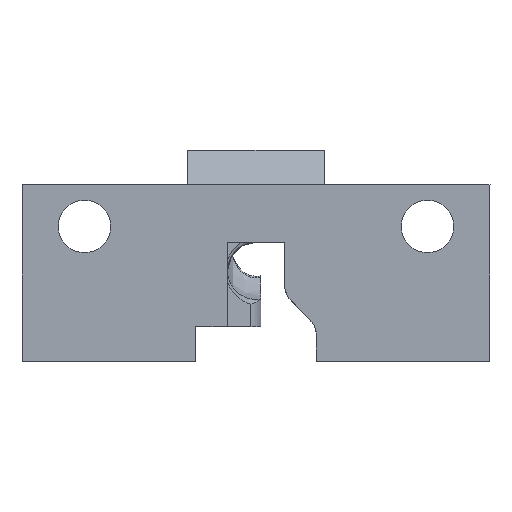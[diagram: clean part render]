
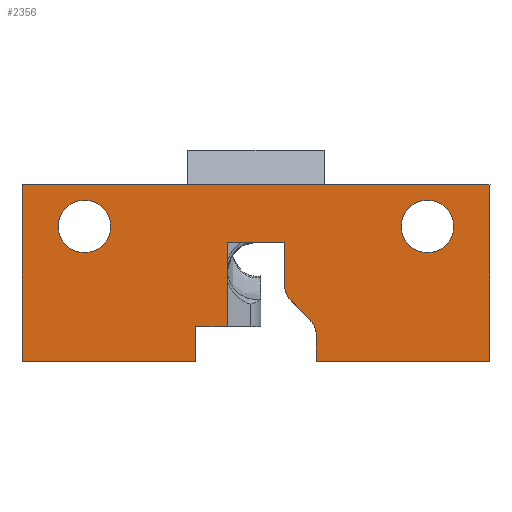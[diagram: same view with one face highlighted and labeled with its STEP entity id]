
A CAD part, top view. The second image highlights one B-rep face of the part: STEP entity #2356.
In plain terms, the highlighted planar face has unit normal (0, 0, 1).
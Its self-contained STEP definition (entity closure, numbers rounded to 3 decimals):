
#26=FACE_BOUND('',#412,.T.);
#27=FACE_BOUND('',#413,.T.);
#158=PLANE('',#2584);
#275=FACE_OUTER_BOUND('',#411,.T.);
#411=EDGE_LOOP('',(#2036,#2037,#2038,#2039,#2040,#2041,#2042,#2043,#2044,
#2045,#2046,#2047,#2048,#2049,#2050));
#412=EDGE_LOOP('',(#2051));
#413=EDGE_LOOP('',(#2052));
#564=LINE('',#4492,#773);
#569=LINE('',#4501,#778);
#573=LINE('',#4510,#782);
#576=LINE('',#4518,#785);
#577=LINE('',#4521,#786);
#585=LINE('',#4547,#794);
#608=LINE('',#4601,#817);
#609=LINE('',#4604,#818);
#610=LINE('',#4606,#819);
#611=LINE('',#4608,#820);
#612=LINE('',#4610,#821);
#613=LINE('',#4612,#822);
#614=LINE('',#4613,#823);
#773=VECTOR('',#3060,10.);
#778=VECTOR('',#3067,10.);
#782=VECTOR('',#3077,10.);
#785=VECTOR('',#3086,10.);
#786=VECTOR('',#3089,10.);
#794=VECTOR('',#3115,10.);
#817=VECTOR('',#3164,10.);
#818=VECTOR('',#3167,10.);
#819=VECTOR('',#3168,10.);
#820=VECTOR('',#3169,10.);
#821=VECTOR('',#3170,10.);
#822=VECTOR('',#3171,10.);
#823=VECTOR('',#3172,10.);
#917=CIRCLE('',#2552,2.3);
#918=CIRCLE('',#2556,2.);
#919=CIRCLE('',#2559,2.);
#926=CIRCLE('',#2585,2.3);
#1086=VERTEX_POINT('',#4484);
#1088=VERTEX_POINT('',#4489);
#1089=VERTEX_POINT('',#4491);
#1092=VERTEX_POINT('',#4500);
#1093=VERTEX_POINT('',#4504);
#1094=VERTEX_POINT('',#4508);
#1095=VERTEX_POINT('',#4512);
#1096=VERTEX_POINT('',#4516);
#1097=VERTEX_POINT('',#4520);
#1106=VERTEX_POINT('',#4545);
#1124=VERTEX_POINT('',#4599);
#1125=VERTEX_POINT('',#4603);
#1126=VERTEX_POINT('',#4605);
#1127=VERTEX_POINT('',#4607);
#1128=VERTEX_POINT('',#4609);
#1129=VERTEX_POINT('',#4611);
#1130=VERTEX_POINT('',#4614);
#1386=EDGE_CURVE('',#1086,#1086,#917,.T.);
#1388=EDGE_CURVE('',#1088,#1089,#564,.T.);
#1393=EDGE_CURVE('',#1089,#1092,#569,.T.);
#1396=EDGE_CURVE('',#1092,#1093,#918,.T.);
#1398=EDGE_CURVE('',#1093,#1094,#573,.T.);
#1400=EDGE_CURVE('',#1094,#1095,#919,.T.);
#1402=EDGE_CURVE('',#1095,#1096,#576,.T.);
#1403=EDGE_CURVE('',#1096,#1097,#577,.T.);
#1416=EDGE_CURVE('',#1106,#1097,#585,.T.);
#1443=EDGE_CURVE('',#1088,#1124,#608,.T.);
#1444=EDGE_CURVE('',#1125,#1124,#609,.T.);
#1445=EDGE_CURVE('',#1125,#1126,#610,.T.);
#1446=EDGE_CURVE('',#1127,#1126,#611,.T.);
#1447=EDGE_CURVE('',#1128,#1127,#612,.T.);
#1448=EDGE_CURVE('',#1128,#1129,#613,.T.);
#1449=EDGE_CURVE('',#1106,#1129,#614,.T.);
#1450=EDGE_CURVE('',#1130,#1130,#926,.T.);
#2036=ORIENTED_EDGE('',*,*,#1443,.T.);
#2037=ORIENTED_EDGE('',*,*,#1444,.F.);
#2038=ORIENTED_EDGE('',*,*,#1445,.T.);
#2039=ORIENTED_EDGE('',*,*,#1446,.F.);
#2040=ORIENTED_EDGE('',*,*,#1447,.F.);
#2041=ORIENTED_EDGE('',*,*,#1448,.T.);
#2042=ORIENTED_EDGE('',*,*,#1449,.F.);
#2043=ORIENTED_EDGE('',*,*,#1416,.T.);
#2044=ORIENTED_EDGE('',*,*,#1403,.F.);
#2045=ORIENTED_EDGE('',*,*,#1402,.F.);
#2046=ORIENTED_EDGE('',*,*,#1400,.F.);
#2047=ORIENTED_EDGE('',*,*,#1398,.F.);
#2048=ORIENTED_EDGE('',*,*,#1396,.F.);
#2049=ORIENTED_EDGE('',*,*,#1393,.F.);
#2050=ORIENTED_EDGE('',*,*,#1388,.F.);
#2051=ORIENTED_EDGE('',*,*,#1450,.F.);
#2052=ORIENTED_EDGE('',*,*,#1386,.F.);
#2356=ADVANCED_FACE('',(#275,#26,#27),#158,.F.);
#2552=AXIS2_PLACEMENT_3D('',#4486,#3055,#3056);
#2556=AXIS2_PLACEMENT_3D('',#4506,#3072,#3073);
#2559=AXIS2_PLACEMENT_3D('',#4514,#3081,#3082);
#2584=AXIS2_PLACEMENT_3D('',#4602,#3165,#3166);
#2585=AXIS2_PLACEMENT_3D('',#4615,#3173,#3174);
#3055=DIRECTION('center_axis',(0.,0.,
1.));
#3056=DIRECTION('ref_axis',(1.,0.,0.));
#3060=DIRECTION('',(-1.,0.,0.));
#3067=DIRECTION('',(0.,1.,0.));
#3072=DIRECTION('center_axis',(0.,0.,
1.));
#3073=DIRECTION('ref_axis',(0.924,0.383,0.));
#3077=DIRECTION('',(-0.707,0.707,0.));
#3081=DIRECTION('center_axis',(0.,0.,
-1.));
#3082=DIRECTION('ref_axis',(-0.924,-0.383,0.));
#3086=DIRECTION('',(0.,1.,0.));
#3089=DIRECTION('',(-1.,0.,0.));
#3115=DIRECTION('',(0.,1.,0.));
#3164=DIRECTION('',(0.,1.,0.));
#3165=DIRECTION('center_axis',(0.,0.,
-1.));
#3166=DIRECTION('ref_axis',(1.,0.,0.));
#3167=DIRECTION('',(1.,0.,0.));
#3168=DIRECTION('',(0.,-1.,0.));
#3169=DIRECTION('',(-1.,0.,0.));
#3170=DIRECTION('',(-1.,0.,0.));
#3171=DIRECTION('',(0.,1.,0.));
#3172=DIRECTION('',(-1.,0.,0.));
#3173=DIRECTION('center_axis',(0.,0.,
1.));
#3174=DIRECTION('ref_axis',(1.,0.,0.));
#4484=CARTESIAN_POINT('',(13.048,-0.217,-4.155));
#4486=CARTESIAN_POINT('Origin',(15.348,-0.217,-4.155));
#4489=CARTESIAN_POINT('',(20.823,-12.047,-4.155));
#4491=CARTESIAN_POINT('',(5.623,-12.047,-4.155));
#4492=CARTESIAN_POINT('',(22.819,-12.047,-4.155));
#4500=CARTESIAN_POINT('',(5.623,-9.779,-4.155));
#4501=CARTESIAN_POINT('',(5.623,-12.047,-4.155));
#4504=CARTESIAN_POINT('',(5.037,-8.365,-4.155));
#4506=CARTESIAN_POINT('Origin',(3.623,-9.779,-4.155));
#4508=CARTESIAN_POINT('',(3.409,-6.737,-4.155));
#4510=CARTESIAN_POINT('',(2.434,-5.762,-4.155));
#4512=CARTESIAN_POINT('',(2.823,-5.322,-4.155));
#4514=CARTESIAN_POINT('Origin',(4.823,-5.322,-4.155));
#4516=CARTESIAN_POINT('',(2.823,-1.589,-4.155));
#4518=CARTESIAN_POINT('',(2.823,-8.951,-4.155));
#4520=CARTESIAN_POINT('',(-2.177,-1.589,-4.155));
#4521=CARTESIAN_POINT('',(2.823,-1.589,-4.155));
#4545=CARTESIAN_POINT('',(-2.177,-8.951,-4.155));
#4547=CARTESIAN_POINT('',(-2.177,-3.047,-4.155));
#4599=CARTESIAN_POINT('',(20.823,3.453,-4.155));
#4601=CARTESIAN_POINT('',(20.823,-8.422,-4.155));
#4602=CARTESIAN_POINT('Origin',(0.323,-4.297,-4.155));
#4603=CARTESIAN_POINT('',(-20.177,3.453,-4.155));
#4604=CARTESIAN_POINT('',(-22.177,3.453,-4.155));
#4605=CARTESIAN_POINT('',(-20.177,-12.047,-4.155));
#4606=CARTESIAN_POINT('',(-20.177,-0.422,-4.155));
#4607=CARTESIAN_POINT('',(-18.677,-12.047,-4.155));
#4608=CARTESIAN_POINT('',(-18.677,-12.047,-4.155));
#4609=CARTESIAN_POINT('',(-4.977,-12.047,-4.155));
#4610=CARTESIAN_POINT('',(-4.977,-12.047,-4.155));
#4611=CARTESIAN_POINT('',(-4.977,-8.951,-4.155));
#4612=CARTESIAN_POINT('',(-4.977,-12.047,-4.155));
#4613=CARTESIAN_POINT('',(-2.327,-8.951,-4.155));
#4614=CARTESIAN_POINT('',(-17.002,-0.216,-4.155));
#4615=CARTESIAN_POINT('Origin',(-14.702,-0.216,-4.155));
